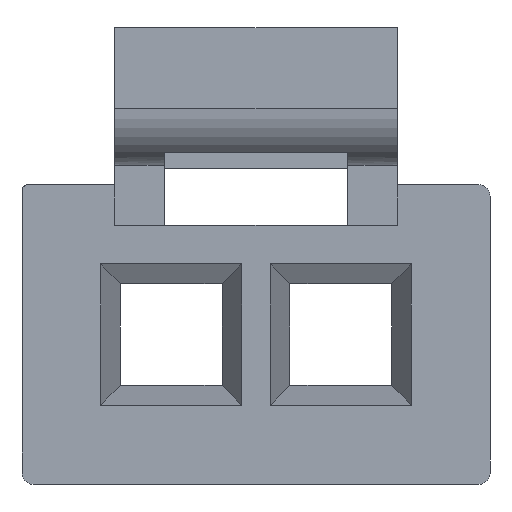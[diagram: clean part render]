
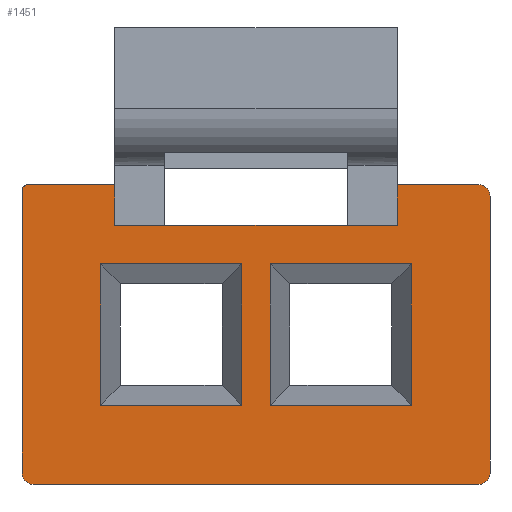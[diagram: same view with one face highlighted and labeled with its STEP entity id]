
A CAD part, front view. The second image highlights one B-rep face of the part: STEP entity #1451.
In plain terms, the highlighted planar face has unit normal (0, -1, 0).
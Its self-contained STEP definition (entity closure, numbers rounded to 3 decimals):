
#40=CIRCLE('',#1550,0.2);
#41=CIRCLE('',#1551,0.1);
#42=CIRCLE('',#1552,0.2);
#43=CIRCLE('',#1553,0.2);
#96=ORIENTED_EDGE('',*,*,#509,.T.);
#97=ORIENTED_EDGE('',*,*,#510,.T.);
#98=ORIENTED_EDGE('',*,*,#511,.T.);
#99=ORIENTED_EDGE('',*,*,#512,.T.);
#100=ORIENTED_EDGE('',*,*,#513,.F.);
#101=ORIENTED_EDGE('',*,*,#514,.T.);
#102=ORIENTED_EDGE('',*,*,#515,.T.);
#103=ORIENTED_EDGE('',*,*,#516,.T.);
#104=ORIENTED_EDGE('',*,*,#517,.T.);
#105=ORIENTED_EDGE('',*,*,#518,.T.);
#106=ORIENTED_EDGE('',*,*,#519,.T.);
#107=ORIENTED_EDGE('',*,*,#520,.T.);
#108=ORIENTED_EDGE('',*,*,#521,.T.);
#109=ORIENTED_EDGE('',*,*,#522,.T.);
#110=ORIENTED_EDGE('',*,*,#523,.F.);
#111=ORIENTED_EDGE('',*,*,#524,.T.);
#112=ORIENTED_EDGE('',*,*,#506,.T.);
#113=ORIENTED_EDGE('',*,*,#508,.T.);
#114=ORIENTED_EDGE('',*,*,#500,.T.);
#115=ORIENTED_EDGE('',*,*,#503,.T.);
#500=EDGE_CURVE('',#706,#708,#839,.T.);
#503=EDGE_CURVE('',#708,#710,#842,.T.);
#506=EDGE_CURVE('',#710,#712,#845,.T.);
#508=EDGE_CURVE('',#712,#706,#847,.T.);
#509=EDGE_CURVE('',#713,#714,#848,.T.);
#510=EDGE_CURVE('',#714,#715,#849,.T.);
#511=EDGE_CURVE('',#715,#716,#850,.T.);
#512=EDGE_CURVE('',#716,#713,#851,.T.);
#513=EDGE_CURVE('',#717,#718,#852,.T.);
#514=EDGE_CURVE('',#717,#719,#40,.T.);
#515=EDGE_CURVE('',#719,#720,#853,.T.);
#516=EDGE_CURVE('',#720,#721,#854,.T.);
#517=EDGE_CURVE('',#721,#722,#855,.T.);
#518=EDGE_CURVE('',#722,#723,#856,.T.);
#519=EDGE_CURVE('',#723,#724,#857,.T.);
#520=EDGE_CURVE('',#724,#725,#41,.T.);
#521=EDGE_CURVE('',#725,#726,#858,.T.);
#522=EDGE_CURVE('',#726,#727,#42,.T.);
#523=EDGE_CURVE('',#728,#727,#859,.T.);
#524=EDGE_CURVE('',#728,#718,#43,.T.);
#706=VERTEX_POINT('',#2090);
#708=VERTEX_POINT('',#2094);
#710=VERTEX_POINT('',#2100);
#712=VERTEX_POINT('',#2106);
#713=VERTEX_POINT('',#2113);
#714=VERTEX_POINT('',#2114);
#715=VERTEX_POINT('',#2116);
#716=VERTEX_POINT('',#2118);
#717=VERTEX_POINT('',#2121);
#718=VERTEX_POINT('',#2122);
#719=VERTEX_POINT('',#2124);
#720=VERTEX_POINT('',#2126);
#721=VERTEX_POINT('',#2128);
#722=VERTEX_POINT('',#2130);
#723=VERTEX_POINT('',#2132);
#724=VERTEX_POINT('',#2134);
#725=VERTEX_POINT('',#2136);
#726=VERTEX_POINT('',#2138);
#727=VERTEX_POINT('',#2140);
#728=VERTEX_POINT('',#2142);
#839=LINE('',#2095,#1026);
#842=LINE('',#2101,#1029);
#845=LINE('',#2107,#1032);
#847=LINE('',#2110,#1034);
#848=LINE('',#2112,#1035);
#849=LINE('',#2115,#1036);
#850=LINE('',#2117,#1037);
#851=LINE('',#2119,#1038);
#852=LINE('',#2120,#1039);
#853=LINE('',#2125,#1040);
#854=LINE('',#2127,#1041);
#855=LINE('',#2129,#1042);
#856=LINE('',#2131,#1043);
#857=LINE('',#2133,#1044);
#858=LINE('',#2137,#1045);
#859=LINE('',#2141,#1046);
#1026=VECTOR('',#1681,1000.);
#1029=VECTOR('',#1686,1000.);
#1032=VECTOR('',#1691,1000.);
#1034=VECTOR('',#1695,1000.);
#1035=VECTOR('',#1698,1000.);
#1036=VECTOR('',#1699,1000.);
#1037=VECTOR('',#1700,1000.);
#1038=VECTOR('',#1701,1000.);
#1039=VECTOR('',#1702,1000.);
#1040=VECTOR('',#1705,1000.);
#1041=VECTOR('',#1706,1000.);
#1042=VECTOR('',#1707,1000.);
#1043=VECTOR('',#1708,1000.);
#1044=VECTOR('',#1709,1000.);
#1045=VECTOR('',#1712,1000.);
#1046=VECTOR('',#1715,1000.);
#1200=EDGE_LOOP('',(#96,#97,#98,#99));
#1201=EDGE_LOOP('',(#100,#101,#102,#103,#104,#105,#106,#107,#108,#109,#110,
#111));
#1202=EDGE_LOOP('',(#112,#113,#114,#115));
#1291=FACE_BOUND('',#1200,.T.);
#1292=FACE_BOUND('',#1201,.T.);
#1293=FACE_BOUND('',#1202,.T.);
#1382=PLANE('',#1549);
#1451=ADVANCED_FACE('',(#1291,#1292,#1293),#1382,.T.);
#1549=AXIS2_PLACEMENT_3D('',#2111,#1696,#1697);
#1550=AXIS2_PLACEMENT_3D('',#2123,#1703,#1704);
#1551=AXIS2_PLACEMENT_3D('',#2135,#1710,#1711);
#1552=AXIS2_PLACEMENT_3D('',#2139,#1713,#1714);
#1553=AXIS2_PLACEMENT_3D('',#2143,#1716,#1717);
#1681=DIRECTION('',(1.,0.,0.));
#1686=DIRECTION('',(0.,0.,-1.));
#1691=DIRECTION('',(-1.,0.,0.));
#1695=DIRECTION('',(0.,0.,1.));
#1696=DIRECTION('',(0.,-1.,0.));
#1697=DIRECTION('',(0.,0.,-1.));
#1698=DIRECTION('',(-1.,0.,0.));
#1699=DIRECTION('',(0.,0.,1.));
#1700=DIRECTION('',(1.,0.,0.));
#1701=DIRECTION('',(0.,0.,-1.));
#1702=DIRECTION('',(0.,0.,-1.));
#1703=DIRECTION('',(0.,-1.,0.));
#1704=DIRECTION('',(0.,0.,-1.));
#1705=DIRECTION('',(-1.,0.,0.));
#1706=DIRECTION('',(0.,0.,-1.));
#1707=DIRECTION('',(-1.,0.,0.));
#1708=DIRECTION('',(0.,0.,1.));
#1709=DIRECTION('',(-1.,0.,0.));
#1710=DIRECTION('',(0.,-1.,0.));
#1711=DIRECTION('',(0.,0.,-1.));
#1712=DIRECTION('',(0.,0.,-1.));
#1713=DIRECTION('',(0.,-1.,0.));
#1714=DIRECTION('',(0.,0.,-1.));
#1715=DIRECTION('',(-1.,0.,0.));
#1716=DIRECTION('',(0.,-1.,0.));
#1717=DIRECTION('',(0.,0.,-1.));
#2090=CARTESIAN_POINT('',(0.25,-4.3,1.25));
#2094=CARTESIAN_POINT('',(2.75,-4.3,1.25));
#2095=CARTESIAN_POINT('',(0.25,-4.3,1.25));
#2100=CARTESIAN_POINT('',(2.75,-4.3,-1.25));
#2101=CARTESIAN_POINT('',(2.75,-4.3,1.25));
#2106=CARTESIAN_POINT('',(0.25,-4.3,-1.25));
#2107=CARTESIAN_POINT('',(2.75,-4.3,-1.25));
#2110=CARTESIAN_POINT('',(0.25,-4.3,-1.25));
#2111=CARTESIAN_POINT('',(3.425,-4.3,-2.65));
#2112=CARTESIAN_POINT('',(-0.25,-4.3,-1.25));
#2113=CARTESIAN_POINT('',(-0.25,-4.3,-1.25));
#2114=CARTESIAN_POINT('',(-2.75,-4.3,-1.25));
#2115=CARTESIAN_POINT('',(-2.75,-4.3,-1.25));
#2116=CARTESIAN_POINT('',(-2.75,-4.3,1.25));
#2117=CARTESIAN_POINT('',(-2.75,-4.3,1.25));
#2118=CARTESIAN_POINT('',(-0.25,-4.3,1.25));
#2119=CARTESIAN_POINT('',(-0.25,-4.3,1.25));
#2120=CARTESIAN_POINT('',(4.14,-4.3,2.65));
#2121=CARTESIAN_POINT('',(4.14,-4.3,2.45));
#2122=CARTESIAN_POINT('',(4.14,-4.3,-2.45));
#2123=CARTESIAN_POINT('',(3.94,-4.3,2.45));
#2124=CARTESIAN_POINT('',(3.94,-4.3,2.65));
#2125=CARTESIAN_POINT('',(3.425,-4.3,2.65));
#2126=CARTESIAN_POINT('',(2.5,-4.3,2.65));
#2127=CARTESIAN_POINT('',(2.5,-4.3,2.65));
#2128=CARTESIAN_POINT('',(2.5,-4.3,1.93));
#2129=CARTESIAN_POINT('',(2.5,-4.3,1.93));
#2130=CARTESIAN_POINT('',(-2.5,-4.3,1.93));
#2131=CARTESIAN_POINT('',(-2.5,-4.3,1.93));
#2132=CARTESIAN_POINT('',(-2.5,-4.3,2.65));
#2133=CARTESIAN_POINT('',(3.425,-4.3,2.65));
#2134=CARTESIAN_POINT('',(-4.04,-4.3,2.65));
#2135=CARTESIAN_POINT('',(-4.04,-4.3,2.55));
#2136=CARTESIAN_POINT('',(-4.14,-4.3,2.55));
#2137=CARTESIAN_POINT('',(-4.14,-4.3,2.65));
#2138=CARTESIAN_POINT('',(-4.14,-4.3,-2.45));
#2139=CARTESIAN_POINT('',(-3.94,-4.3,-2.45));
#2140=CARTESIAN_POINT('',(-3.94,-4.3,-2.65));
#2141=CARTESIAN_POINT('',(3.425,-4.3,-2.65));
#2142=CARTESIAN_POINT('',(3.94,-4.3,-2.65));
#2143=CARTESIAN_POINT('',(3.94,-4.3,-2.45));
